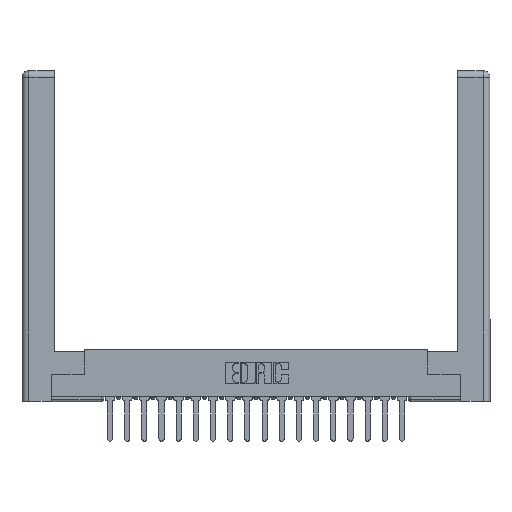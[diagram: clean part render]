
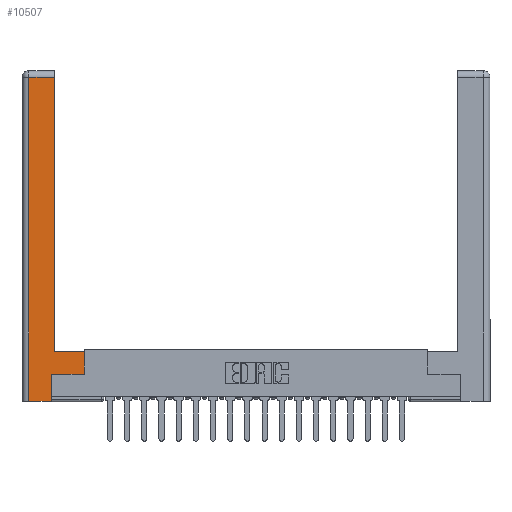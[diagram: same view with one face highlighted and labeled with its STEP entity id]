
A CAD part, top view. The second image highlights one B-rep face of the part: STEP entity #10507.
In plain terms, the highlighted planar face has unit normal (0, 0, 1).
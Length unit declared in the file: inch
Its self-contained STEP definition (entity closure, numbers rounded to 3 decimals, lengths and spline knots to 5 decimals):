
#232 = DIRECTION ( 'NONE',  ( 1., 0., 0. ) ) ;
#707 = ORIENTED_EDGE ( 'NONE', *, *, #14977, .T. ) ;
#1205 = LINE ( 'NONE', #20849, #16912 ) ;
#1275 = VECTOR ( 'NONE', #10791, 39.37008 ) ;
#1292 = ORIENTED_EDGE ( 'NONE', *, *, #6791, .T. ) ;
#1617 = CARTESIAN_POINT ( 'NONE',  ( 0.565, 0.45, 0. ) ) ;
#2187 = CARTESIAN_POINT ( 'NONE',  ( 0.565, 0.245, 0. ) ) ;
#2352 = CARTESIAN_POINT ( 'NONE',  ( 0.0615, 0., 0. ) ) ;
#3038 = VERTEX_POINT ( 'NONE', #2352 ) ;
#3117 = LINE ( 'NONE', #3795, #5676 ) ;
#3636 = VECTOR ( 'NONE', #232, 39.37008 ) ;
#3704 = VECTOR ( 'NONE', #8112, 39.37008 ) ;
#3795 = CARTESIAN_POINT ( 'NONE',  ( 0.265, 0.245, 0. ) ) ;
#4484 = CARTESIAN_POINT ( 'NONE',  ( 0., 0., 0. ) ) ;
#4562 = AXIS2_PLACEMENT_3D ( 'NONE', #4484, #5906, #19100 ) ;
#4832 = VECTOR ( 'NONE', #18366, 39.37008 ) ;
#5506 = LINE ( 'NONE', #12358, #1275 ) ;
#5580 = EDGE_CURVE ( 'NONE', #17383, #18579, #14290, .T. ) ;
#5676 = VECTOR ( 'NONE', #10307, 39.37008 ) ;
#5906 = DIRECTION ( 'NONE',  ( 0., 0., -1. ) ) ;
#6182 = LINE ( 'NONE', #9930, #3636 ) ;
#6390 = ORIENTED_EDGE ( 'NONE', *, *, #13471, .T. ) ;
#6500 = VERTEX_POINT ( 'NONE', #19532 ) ;
#6791 = EDGE_CURVE ( 'NONE', #3038, #6500, #6182, .T. ) ;
#8112 = DIRECTION ( 'NONE',  ( 0., 1., 0. ) ) ;
#8651 = CARTESIAN_POINT ( 'NONE',  ( 0.565, 0.245, 0. ) ) ;
#9108 = LINE ( 'NONE', #2187, #4832 ) ;
#9930 = CARTESIAN_POINT ( 'NONE',  ( 0.265, 0., 0. ) ) ;
#10129 = EDGE_CURVE ( 'NONE', #18579, #20186, #1205, .T. ) ;
#10214 = VECTOR ( 'NONE', #17918, 39.37008 ) ;
#10307 = DIRECTION ( 'NONE',  ( 0., 1., 0. ) ) ;
#10507 = ADVANCED_FACE ( 'NONE', ( #18456 ), #12494, .F. ) ;
#10791 = DIRECTION ( 'NONE',  ( -1., 0., 0. ) ) ;
#10851 = CARTESIAN_POINT ( 'NONE',  ( 0.295, 0.45, 0. ) ) ;
#11068 = LINE ( 'NONE', #1617, #3704 ) ;
#11073 = CARTESIAN_POINT ( 'NONE',  ( 0.295, 3., 0. ) ) ;
#11148 = DIRECTION ( 'NONE',  ( -1., 0., 0. ) ) ;
#11551 = CARTESIAN_POINT ( 'NONE',  ( 0.565, 0.45, 0. ) ) ;
#11661 = CARTESIAN_POINT ( 'NONE',  ( 0.0615, 2.94, 0. ) ) ;
#11708 = VERTEX_POINT ( 'NONE', #11551 ) ;
#11790 = EDGE_LOOP ( 'NONE', ( #15082, #18609, #18801, #1292, #12521, #6390, #707, #13913 ) ) ;
#11978 = LINE ( 'NONE', #19280, #10214 ) ;
#12220 = CARTESIAN_POINT ( 'NONE',  ( 0.295, 2.94, 0. ) ) ;
#12358 = CARTESIAN_POINT ( 'NONE',  ( 0.295, 0.45, 0. ) ) ;
#12426 = EDGE_CURVE ( 'NONE', #6500, #12678, #3117, .T. ) ;
#12494 = PLANE ( 'NONE',  #4562 ) ;
#12521 = ORIENTED_EDGE ( 'NONE', *, *, #12426, .T. ) ;
#12678 = VERTEX_POINT ( 'NONE', #17245 ) ;
#12730 = EDGE_CURVE ( 'NONE', #11708, #17383, #5506, .T. ) ;
#13471 = EDGE_CURVE ( 'NONE', #12678, #17429, #9108, .T. ) ;
#13792 = VECTOR ( 'NONE', #20926, 39.37008 ) ;
#13913 = ORIENTED_EDGE ( 'NONE', *, *, #12730, .T. ) ;
#14290 = LINE ( 'NONE', #11073, #13792 ) ;
#14977 = EDGE_CURVE ( 'NONE', #17429, #11708, #11068, .T. ) ;
#15082 = ORIENTED_EDGE ( 'NONE', *, *, #5580, .T. ) ;
#16912 = VECTOR ( 'NONE', #11148, 39.37008 ) ;
#17245 = CARTESIAN_POINT ( 'NONE',  ( 0.265, 0.245, 0. ) ) ;
#17383 = VERTEX_POINT ( 'NONE', #10851 ) ;
#17429 = VERTEX_POINT ( 'NONE', #8651 ) ;
#17638 = EDGE_CURVE ( 'NONE', #20186, #3038, #11978, .T. ) ;
#17918 = DIRECTION ( 'NONE',  ( 0., -1., 0. ) ) ;
#18366 = DIRECTION ( 'NONE',  ( 1., 0., 0. ) ) ;
#18456 = FACE_OUTER_BOUND ( 'NONE', #11790, .T. ) ;
#18579 = VERTEX_POINT ( 'NONE', #12220 ) ;
#18609 = ORIENTED_EDGE ( 'NONE', *, *, #10129, .T. ) ;
#18801 = ORIENTED_EDGE ( 'NONE', *, *, #17638, .T. ) ;
#19100 = DIRECTION ( 'NONE',  ( -1., 0., 0. ) ) ;
#19280 = CARTESIAN_POINT ( 'NONE',  ( 0.0615, 0., 0. ) ) ;
#19532 = CARTESIAN_POINT ( 'NONE',  ( 0.265, 0., 0. ) ) ;
#20186 = VERTEX_POINT ( 'NONE', #11661 ) ;
#20849 = CARTESIAN_POINT ( 'NONE',  ( 0.0615, 2.94, 0. ) ) ;
#20926 = DIRECTION ( 'NONE',  ( 0., 1., 0. ) ) ;
